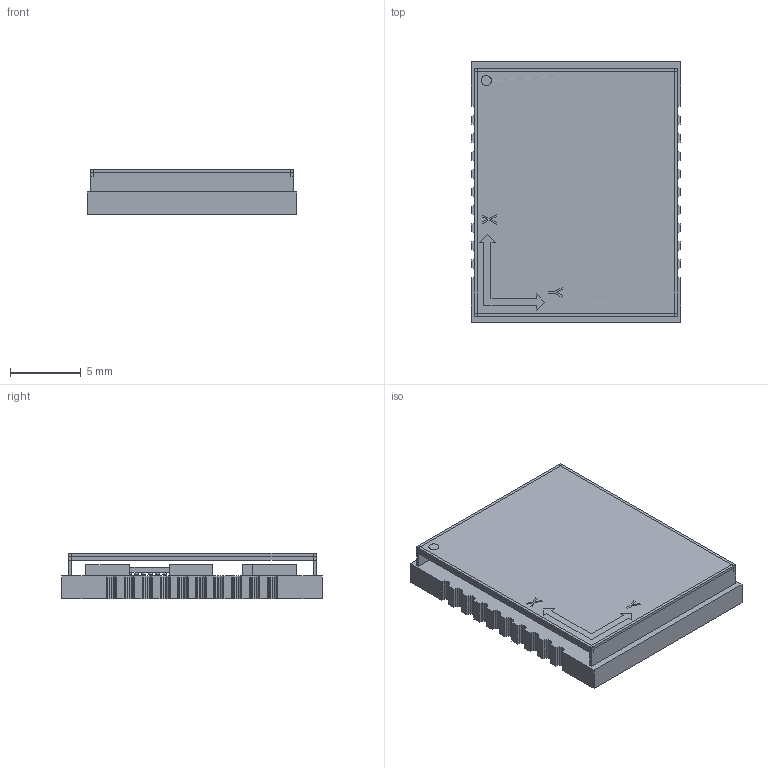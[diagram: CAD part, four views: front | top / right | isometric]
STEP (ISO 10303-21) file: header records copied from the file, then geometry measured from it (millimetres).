
FILE_DESCRIPTION(/* description */ ('STEP AP242','CAx-IF Rec.Pracs.---Representation and Presentation of Product Manufacturing Information (PMI)---4.0---2014-10-13','CAx-IF Rec.Pracs.---3D Tessellated Geometry---0.4---2014-09-14','2;1'),/* implementation_level */ '2;1');
FILE_NAME(/* name */ '67f6f0b35182ca778b69841b',/* time_stamp */ '2025-04-09T22:12:05Z',/* author */ (''),/* organization */ (''),/* preprocessor_version */ 'ST-DEVELOPER v20',/* originating_system */ 'ONSHAPE BY PTC INC, 1.196',/* authorisation */ ' ');
FILE_SCHEMA (('AP242_MANAGED_MODEL_BASED_3D_ENGINEERING_MIM_LF { 1 0 10303 442 1 1 4 }'));
Length unit declared in the file: metre
Products named in the file (194): IM19-2-XY-C; Board; U5 <1>; 476855440 <1>; Extruded; U2 <1>; 476855440 (1) <1>; U6 <1>; 476854800 <1>; Extruded_3; Free-Models <1>; 663532224 <1>; Extruded_6; 663539904 <1>; Extruded_4; 633584704 (1) <1>; Extruded_5; 633584704 <1>; 663532224 (1) <1>; U4 <1>; 476855952 <1>; Extruded_2; U1 <1>; STM-UFBGA169
Assembly tree (196 placements, depth 4):
  IM19-2-XY-C
    Board
    U5 <1>
      476855440 <1>
        Extruded
    U2 <1>
      476855440 (1) <1>
        Extruded
    U6 <1>
      476854800 <1>
        Extruded_3
    Free-Models <1>
      663532224 <1>
        Extruded_6
      663539904 <1>
        Extruded_4
      633584704 (1) <1>
        Extruded_5
      633584704 <1>
        Extruded_5
      663532224 (1) <1>
        Extruded_6
    U4 <1>
      476855952 <1>
        Extruded_2
    U1 <1>
      STM-UFBGA169
      STM-UFBGA169
      STM-UFBGA169
      STM-UFBGA169
      STM-UFBGA169
      STM-UFBGA169
      STM-UFBGA169
      STM-UFBGA169
      STM-UFBGA169
      STM-UFBGA169
      STM-UFBGA169
      STM-UFBGA169
      STM-UFBGA169
      STM-UFBGA169
      STM-UFBGA169
      STM-UFBGA169
      STM-UFBGA169
      STM-UFBGA169
      STM-UFBGA169
      STM-UFBGA169
      STM-UFBGA169
      STM-UFBGA169
      STM-UFBGA169
      STM-UFBGA169
      STM-UFBGA169
      STM-UFBGA169
      STM-UFBGA169
      STM-UFBGA169
      STM-UFBGA169
      STM-UFBGA169
      STM-UFBGA169
      STM-UFBGA169
      STM-UFBGA169
      STM-UFBGA169
Bounding box: 14.8 x 18.4 x 3.2 mm (x, y, z)
Volume: 538.7 mm3; surface area: 1576.4 mm2
Topology: 181 solids, 181 shells, 593 faces, 1914 edges, 1011 vertices
Faces by surface type: sphere 338, plane 255
Entity records: 22535 total; most frequent: DIRECTION 3234, CARTESIAN_POINT 3070, ORIENTED_EDGE 2404, AXIS2_PLACEMENT_3D 1295, EDGE_CURVE 1202, VERTEX_POINT 987, LINE 644, VECTOR 644
